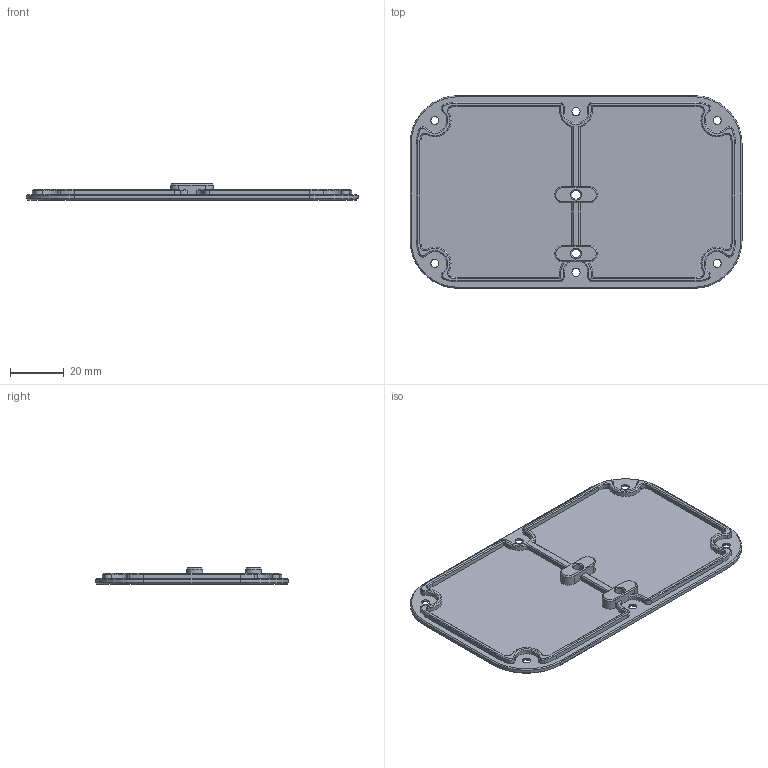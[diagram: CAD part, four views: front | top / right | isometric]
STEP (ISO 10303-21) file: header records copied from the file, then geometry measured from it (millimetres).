
FILE_DESCRIPTION(/* description */ (''),/* implementation_level */ '2;1');
FILE_NAME(/* name */ 'bottom-cover-b.step',/* time_stamp */ '2023-09-02T03:07:37-04:00',/* author */ (''),/* organization */ (''),/* preprocessor_version */ 'ST-DEVELOPER v20',/* originating_system */ 'Autodesk Translation Framework v12.9.0.99',/* authorisation */ '');
FILE_SCHEMA (('AUTOMOTIVE_DESIGN { 1 0 10303 214 3 1 1 }'));
Length unit declared in the file: millimetre
Products named in the file (1): bottom-cover-b
Bounding box: 124 x 72 x 6 mm (x, y, z)
Volume: 19101.5 mm3; surface area: 19656.4 mm2
Topology: 1 solids, 1 shells, 224 faces, 555 edges, 334 vertices
Faces by surface type: cone 77, plane 76, cylinder 71
Full cylindrical faces by diameter (mm): 3 x6, 3.3 x2
Entity records: 6633 total; most frequent: DIRECTION 1218, CARTESIAN_POINT 1126, ORIENTED_EDGE 1110, EDGE_CURVE 555, AXIS2_PLACEMENT_3D 444, VERTEX_POINT 334, LINE 330, VECTOR 330
